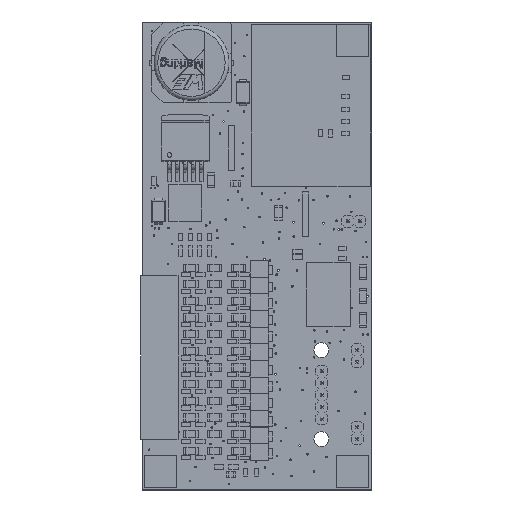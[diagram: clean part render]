
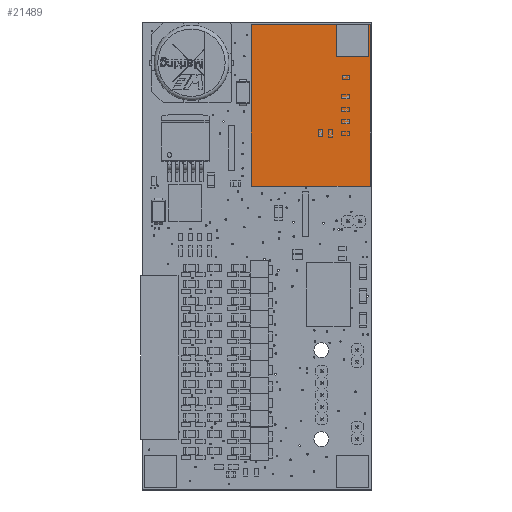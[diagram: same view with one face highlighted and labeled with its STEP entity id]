
A CAD part, top view. The second image highlights one B-rep face of the part: STEP entity #21489.
In plain terms, the highlighted planar face has unit normal (0, 0, 1).
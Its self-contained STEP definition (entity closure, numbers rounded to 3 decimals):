
#1497=PLANE('',#23457);
#2464=FACE_OUTER_BOUND('',#4163,.T.);
#4163=EDGE_LOOP('',(#16205,#16206,#16207,#16208));
#5271=LINE('',#32484,#7207);
#5274=LINE('',#32490,#7210);
#5277=LINE('',#32496,#7213);
#5280=LINE('',#32500,#7216);
#7207=VECTOR('',#26804,10.);
#7210=VECTOR('',#26809,10.);
#7213=VECTOR('',#26814,10.);
#7216=VECTOR('',#26819,10.);
#10267=VERTEX_POINT('',#32481);
#10268=VERTEX_POINT('',#32483);
#10270=VERTEX_POINT('',#32489);
#10272=VERTEX_POINT('',#32495);
#12419=EDGE_CURVE('',#10268,#10267,#5271,.T.);
#12422=EDGE_CURVE('',#10270,#10268,#5274,.T.);
#12425=EDGE_CURVE('',#10272,#10270,#5277,.T.);
#12428=EDGE_CURVE('',#10267,#10272,#5280,.T.);
#16205=ORIENTED_EDGE('',*,*,#12428,.T.);
#16206=ORIENTED_EDGE('',*,*,#12425,.T.);
#16207=ORIENTED_EDGE('',*,*,#12422,.T.);
#16208=ORIENTED_EDGE('',*,*,#12419,.T.);
#21489=ADVANCED_FACE('',(#2464),#1497,.T.);
#23457=AXIS2_PLACEMENT_3D('',#32501,#26820,#26821);
#26804=DIRECTION('',(-1.,0.,0.));
#26809=DIRECTION('',(0.,1.,0.));
#26814=DIRECTION('',(1.,0.,0.));
#26819=DIRECTION('',(0.,-1.,0.));
#26820=DIRECTION('center_axis',(0.,0.,1.));
#26821=DIRECTION('ref_axis',(1.,0.,0.));
#32481=CARTESIAN_POINT('',(-12.7,17.399,0.1));
#32483=CARTESIAN_POINT('',(12.7,17.399,0.1));
#32484=CARTESIAN_POINT('',(12.7,17.399,0.1));
#32489=CARTESIAN_POINT('',(12.7,-17.145,0.1));
#32490=CARTESIAN_POINT('',(12.7,-17.145,0.1));
#32495=CARTESIAN_POINT('',(-12.7,-17.145,0.1));
#32496=CARTESIAN_POINT('',(-12.7,-17.145,0.1));
#32500=CARTESIAN_POINT('',(-12.7,17.399,0.1));
#32501=CARTESIAN_POINT('Origin',(0.,0.127,0.1));
